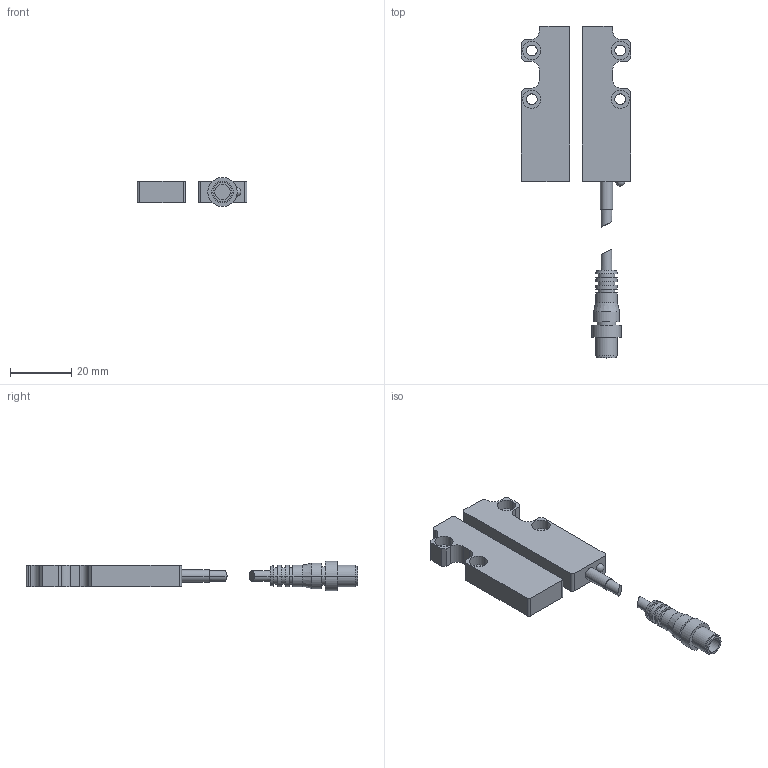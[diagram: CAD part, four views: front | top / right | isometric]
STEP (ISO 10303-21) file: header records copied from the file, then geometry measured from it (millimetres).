
FILE_DESCRIPTION((''),'2;1');
FILE_NAME('12098_VARNOSTNO_STIKALO_MAG_ASM','2022-09-19T07:58:38',('PredragRovcanin'),('Audax d.o.o.'),'CREO PARAMETRIC BY PTC INC, 2020281','CREO PARAMETRIC BY PTC INC, 2020281','');
FILE_SCHEMA(('AP242_MANAGED_MODEL_BASED_3D_ENGINEERING_MIM_LF { 1 0 10303 442 1 1 4 }'));
Length unit declared in the file: millimetre
Products named in the file (4): 12098_VARNOSTNO_STIKALO_MAG_A; 12098_VARNOSTNO_STIKALO_MAG_B; 12098_VARNOSTNO_STIKALO_MAG_C; 12098_VARNOSTNO_STIKALO_MAG_ASM
Assembly tree (3 placements, depth 2):
  12098_VARNOSTNO_STIKALO_MAG_ASM
    12098_VARNOSTNO_STIKALO_MAG_A
    12098_VARNOSTNO_STIKALO_MAG_B
    12098_VARNOSTNO_STIKALO_MAG_C
Bounding box: 36 x 108.8 x 9.6 mm (x, y, z)
Volume: 11212.1 mm3; surface area: 6507.7 mm2
Topology: 3 solids, 3 shells, 115 faces, 274 edges, 186 vertices
Faces by surface type: cylinder 60, plane 50, cone 4, sphere 1
Entity records: 4969 total; most frequent: CARTESIAN_POINT 653, DIRECTION 640, ORIENTED_EDGE 536, COLOUR_RGB 325, PRESENTATION_STYLE_ASSIGNMENT 279, STYLED_ITEM 279, CURVE_STYLE 276, EDGE_CURVE 268
